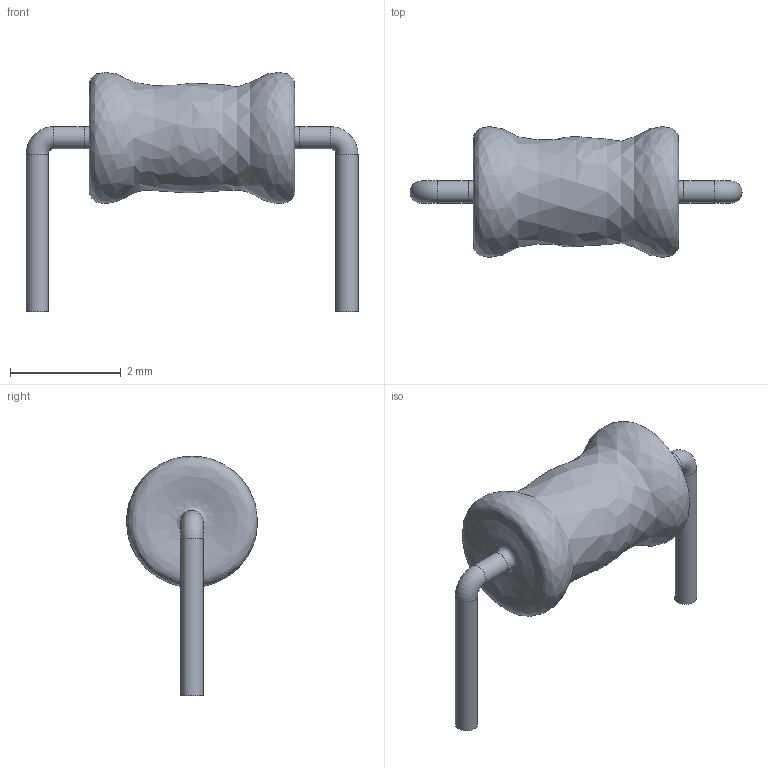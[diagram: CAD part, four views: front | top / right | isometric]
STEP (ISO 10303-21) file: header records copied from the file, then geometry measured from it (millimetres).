
FILE_DESCRIPTION(('FreeCAD Model'),'2;1');
FILE_NAME('Open CASCADE Shape Model','2024-08-20T09:10:21',(''),(''), 'Open CASCADE STEP processor 7.6','FreeCAD','Unknown');
FILE_SCHEMA(('AUTOMOTIVE_DESIGN { 1 0 10303 214 1 1 1 1 }'));
Length unit declared in the file: millimetre
Products named in the file (4): R_Axial_L3_7mm_D2_3mm_P6_0mm_Horizontal; Loft; Sweep; Sweep001
Assembly tree (3 placements, depth 2):
  R_Axial_L3_7mm_D2_3mm_P6_0mm_Horizontal
    Loft
    Sweep
    Sweep001
Bounding box: 6 x 2.37 x 4.34 mm (x, y, z)
Volume: 13.5 mm3; surface area: 43 mm2
Topology: 3 solids, 3 shells, 13 faces, 17 edges, 10 vertices
Faces by surface type: plane 6, cylinder 4, torus 2, bspline 1
Full cylindrical faces by diameter (mm): 0.4 x4
Entity records: 570 total; most frequent: CARTESIAN_POINT 263, DIRECTION 56, ORIENTED_EDGE 34, AXIS2_PLACEMENT_3D 26, EDGE_CURVE 17, ADVANCED_FACE 13, FACE_BOUND 13, EDGE_LOOP 13
